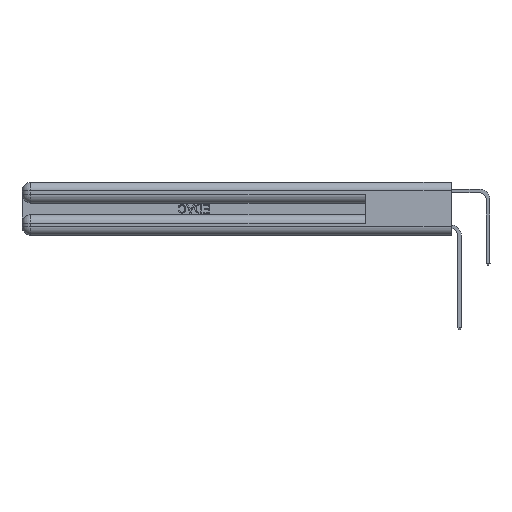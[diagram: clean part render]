
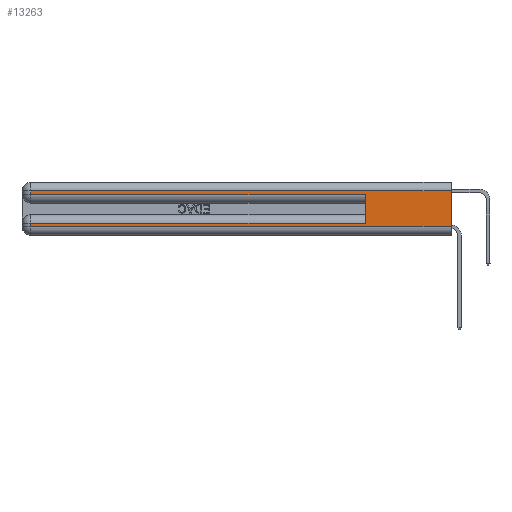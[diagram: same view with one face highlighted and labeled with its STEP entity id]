
A CAD part, left-side view. The second image highlights one B-rep face of the part: STEP entity #13263.
In plain terms, the highlighted planar face has unit normal (-1, 0, 0).
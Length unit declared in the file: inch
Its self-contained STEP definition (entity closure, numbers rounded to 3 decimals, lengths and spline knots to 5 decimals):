
#201 = LINE ( 'NONE', #22685, #23622 ) ;
#1613 = LINE ( 'NONE', #30767, #12689 ) ;
#1838 = DIRECTION ( 'NONE',  ( 0., 1., 0. ) ) ;
#2239 = CARTESIAN_POINT ( 'NONE',  ( 0., 2.94, 0.37 ) ) ;
#2397 = VERTEX_POINT ( 'NONE', #10650 ) ;
#2716 = ORIENTED_EDGE ( 'NONE', *, *, #19731, .F. ) ;
#2820 = DIRECTION ( 'NONE',  ( 0., -1., 0. ) ) ;
#2900 = CARTESIAN_POINT ( 'NONE',  ( 0., 0., 0.37 ) ) ;
#3870 = DIRECTION ( 'NONE',  ( 0., -1., 0. ) ) ;
#5062 = AXIS2_PLACEMENT_3D ( 'NONE', #2900, #20647, #5125 ) ;
#5125 = DIRECTION ( 'NONE',  ( 0., 0., -1. ) ) ;
#7174 = CARTESIAN_POINT ( 'NONE',  ( 0., 2.94, 0.06 ) ) ;
#7324 = ORIENTED_EDGE ( 'NONE', *, *, #12388, .T. ) ;
#7729 = DIRECTION ( 'NONE',  ( 0., 0., -1. ) ) ;
#7813 = VECTOR ( 'NONE', #12780, 39.37008 ) ;
#7981 = VECTOR ( 'NONE', #29461, 39.37008 ) ;
#9262 = EDGE_CURVE ( 'NONE', #17338, #2397, #201, .T. ) ;
#9603 = FACE_OUTER_BOUND ( 'NONE', #14406, .T. ) ;
#10650 = CARTESIAN_POINT ( 'NONE',  ( 0., 0., 0.06 ) ) ;
#10786 = CARTESIAN_POINT ( 'NONE',  ( 0., 2.94, 0.285 ) ) ;
#11053 = ORIENTED_EDGE ( 'NONE', *, *, #13789, .T. ) ;
#11357 = VERTEX_POINT ( 'NONE', #7174 ) ;
#11616 = CARTESIAN_POINT ( 'NONE',  ( 0., 0., 0.085 ) ) ;
#12388 = EDGE_CURVE ( 'NONE', #11357, #2397, #15941, .T. ) ;
#12450 = VECTOR ( 'NONE', #2820, 39.37008 ) ;
#12639 = PLANE ( 'NONE',  #5062 ) ;
#12689 = VECTOR ( 'NONE', #7729, 39.37008 ) ;
#12775 = ORIENTED_EDGE ( 'NONE', *, *, #29837, .T. ) ;
#12780 = DIRECTION ( 'NONE',  ( 0., 0., 1. ) ) ;
#12934 = CARTESIAN_POINT ( 'NONE',  ( 0., 2.94, 0.31 ) ) ;
#12944 = VERTEX_POINT ( 'NONE', #12934 ) ;
#13207 = LINE ( 'NONE', #30537, #12450 ) ;
#13263 = ADVANCED_FACE ( 'NONE', ( #9603 ), #12639, .F. ) ;
#13721 = EDGE_CURVE ( 'NONE', #15888, #23982, #23031, .T. ) ;
#13789 = EDGE_CURVE ( 'NONE', #12944, #23458, #26173, .T. ) ;
#14384 = CARTESIAN_POINT ( 'NONE',  ( 0., 0., 0.06 ) ) ;
#14406 = EDGE_LOOP ( 'NONE', ( #18163, #29958, #11053, #25873, #2716, #28509, #12775, #7324 ) ) ;
#15521 = VECTOR ( 'NONE', #3870, 39.37008 ) ;
#15888 = VERTEX_POINT ( 'NONE', #27903 ) ;
#15941 = LINE ( 'NONE', #14384, #15521 ) ;
#16471 = DIRECTION ( 'NONE',  ( 0., 0., -1. ) ) ;
#17338 = VERTEX_POINT ( 'NONE', #18716 ) ;
#17763 = EDGE_CURVE ( 'NONE', #23458, #25144, #13207, .T. ) ;
#18163 = ORIENTED_EDGE ( 'NONE', *, *, #9262, .F. ) ;
#18716 = CARTESIAN_POINT ( 'NONE',  ( 0., 0., 0.31 ) ) ;
#19731 = EDGE_CURVE ( 'NONE', #15888, #25144, #24468, .T. ) ;
#20625 = VECTOR ( 'NONE', #16471, 39.37008 ) ;
#20647 = DIRECTION ( 'NONE',  ( 1., 0., 0. ) ) ;
#21382 = CARTESIAN_POINT ( 'NONE',  ( 0., 0.6, 0.285 ) ) ;
#21541 = VECTOR ( 'NONE', #1838, 39.37008 ) ;
#22274 = EDGE_CURVE ( 'NONE', #17338, #12944, #22323, .T. ) ;
#22323 = LINE ( 'NONE', #29676, #21541 ) ;
#22685 = CARTESIAN_POINT ( 'NONE',  ( 0., 0., 0.37 ) ) ;
#22989 = CARTESIAN_POINT ( 'NONE',  ( 0., 0.6, 0.145 ) ) ;
#23003 = DIRECTION ( 'NONE',  ( 0., 0., -1. ) ) ;
#23031 = LINE ( 'NONE', #11616, #7981 ) ;
#23458 = VERTEX_POINT ( 'NONE', #10786 ) ;
#23622 = VECTOR ( 'NONE', #23003, 39.37008 ) ;
#23982 = VERTEX_POINT ( 'NONE', #32445 ) ;
#24468 = LINE ( 'NONE', #22989, #7813 ) ;
#25144 = VERTEX_POINT ( 'NONE', #21382 ) ;
#25873 = ORIENTED_EDGE ( 'NONE', *, *, #17763, .T. ) ;
#26173 = LINE ( 'NONE', #2239, #20625 ) ;
#27903 = CARTESIAN_POINT ( 'NONE',  ( 0., 0.6, 0.085 ) ) ;
#28509 = ORIENTED_EDGE ( 'NONE', *, *, #13721, .T. ) ;
#29461 = DIRECTION ( 'NONE',  ( 0., 1., 0. ) ) ;
#29676 = CARTESIAN_POINT ( 'NONE',  ( 0., 0., 0.31 ) ) ;
#29837 = EDGE_CURVE ( 'NONE', #23982, #11357, #1613, .T. ) ;
#29958 = ORIENTED_EDGE ( 'NONE', *, *, #22274, .T. ) ;
#30537 = CARTESIAN_POINT ( 'NONE',  ( 0., 0., 0.285 ) ) ;
#30767 = CARTESIAN_POINT ( 'NONE',  ( 0., 2.94, 0.37 ) ) ;
#32445 = CARTESIAN_POINT ( 'NONE',  ( 0., 2.94, 0.085 ) ) ;
